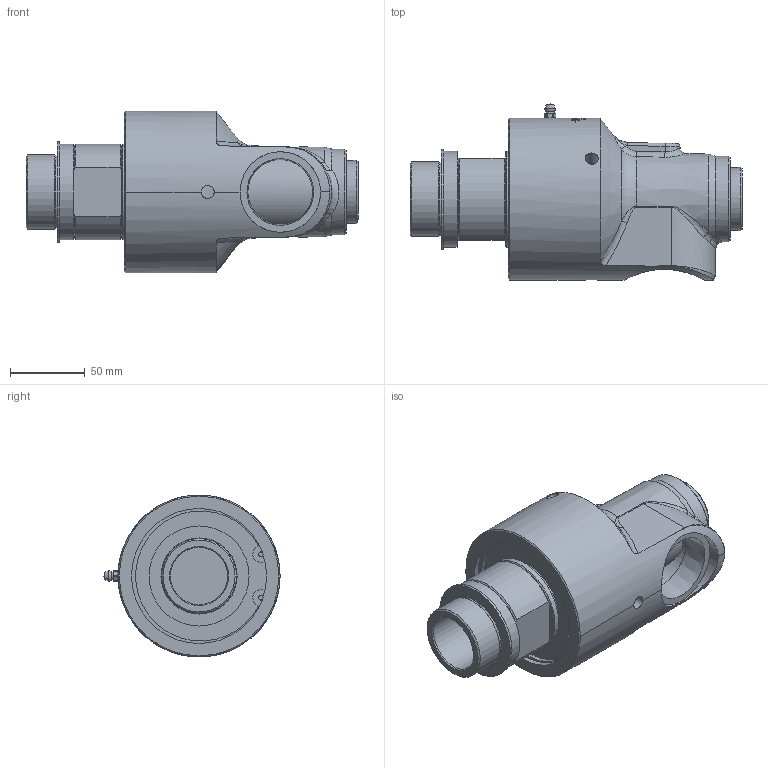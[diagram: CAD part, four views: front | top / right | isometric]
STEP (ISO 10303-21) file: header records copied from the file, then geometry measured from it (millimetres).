
FILE_DESCRIPTION(/* description */ (''),/* implementation_level */ '2;1');
FILE_NAME(/* name */ '555-000-200-IC.stp',/* time_stamp */ '2020-05-20T13:02:36-05:00',/* author */ ('GALINDOLM'),/* organization */ (''),/* preprocessor_version */ 'ST-DEVELOPER v18',/* originating_system */ 'Autodesk Inventor 2020',/* authorisation */ '');
FILE_SCHEMA (('AUTOMOTIVE_DESIGN { 1 0 10303 214 3 1 1 }'));
Length unit declared in the file: millimetre
Products named in the file (1): 555-000-200-IC
Bounding box: 221.41 x 117.41 x 108 mm (x, y, z)
Volume: 991551.7 mm3; surface area: 93847.6 mm2
Topology: 1 solids, 2 shells, 458 faces, 1229 edges, 818 vertices
Faces by surface type: bspline 222, plane 118, cylinder 71, cone 40, torus 7
Full cylindrical faces by diameter (mm): 2.005 x1, 3.12 x2, 3.5 x1, 5.359 x1, 8.6 x3, 38.1 x1, 43.256 x1, 49.968 x1, 50.8 x1, 53.7 x1, 56.25 x1, 64 x2, 66.7 x1, 90.07 x1
Entity records: 26486 total; most frequent: CARTESIAN_POINT 15922, ORIENTED_EDGE 2452, DIRECTION 1645, EDGE_CURVE 1226, VERTEX_POINT 818, AXIS2_PLACEMENT_3D 625, EDGE_LOOP 506, FACE_OUTER_BOUND 458
